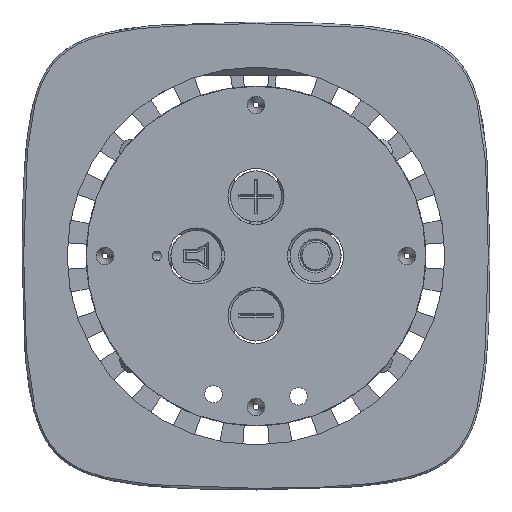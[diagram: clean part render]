
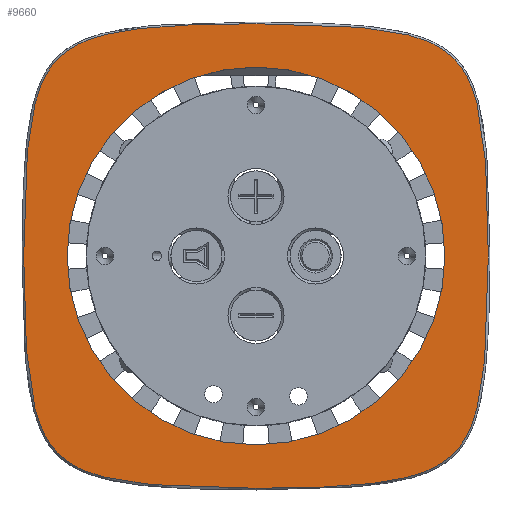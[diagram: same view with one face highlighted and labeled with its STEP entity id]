
A CAD part, top view. The second image highlights one B-rep face of the part: STEP entity #9660.
In plain terms, the highlighted planar face has unit normal (0, 0, 1).
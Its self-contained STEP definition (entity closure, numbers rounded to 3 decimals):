
#70=B_SPLINE_CURVE_WITH_KNOTS('',3,(#16019,#16020,#16021,#16022,#16023,
#16024,#16025,#16026,#16027,#16028,#16029),.UNSPECIFIED.,.F.,.F.,(4,1,1,
1,1,1,1,1,4),(0.,2.562,5.124,7.686,
10.248,11.529,12.81,15.372,17.934),
 .UNSPECIFIED.);
#72=B_SPLINE_CURVE_WITH_KNOTS('',3,(#16098,#16099,#16100,#16101,#16102,
#16103,#16104,#16105,#16106,#16107,#16108,#16109,#16110),.UNSPECIFIED.,
 .F.,.F.,(4,1,1,1,1,1,1,1,1,1,4),(0.,2.562,
5.124,6.725,7.686,10.248,11.529,
12.81,13.771,15.372,17.934),
 .UNSPECIFIED.);
#74=B_SPLINE_CURVE_WITH_KNOTS('',3,(#16169,#16170,#16171,#16172,#16173,
#16174,#16175,#16176,#16177,#16178,#16179),.UNSPECIFIED.,.F.,.F.,(4,1,1,
1,1,1,1,1,4),(0.,2.562,5.124,7.686,
10.248,11.529,12.81,15.372,17.934),
 .UNSPECIFIED.);
#76=B_SPLINE_CURVE_WITH_KNOTS('',3,(#16245,#16246,#16247,#16248,#16249,
#16250,#16251,#16252,#16253,#16254,#16255,#16256,#16257),.UNSPECIFIED.,
 .F.,.F.,(4,1,1,1,1,1,1,1,1,1,4),(0.,2.562,
5.124,6.725,7.686,10.248,11.529,
12.81,14.411,15.372,17.934),
 .UNSPECIFIED.);
#338=FACE_BOUND('',#1273,.T.);
#722=FACE_OUTER_BOUND('',#1272,.T.);
#1272=EDGE_LOOP('',(#7798,#7799,#7800,#7801));
#1273=EDGE_LOOP('',(#7802));
#1805=CIRCLE('',#10473,44.4);
#4378=VERTEX_POINT('',#16002);
#4381=VERTEX_POINT('',#16017);
#4382=VERTEX_POINT('',#16082);
#4384=VERTEX_POINT('',#16155);
#4389=VERTEX_POINT('',#16337);
#5618=EDGE_CURVE('',#4381,#4378,#70,.T.);
#5621=EDGE_CURVE('',#4378,#4382,#72,.T.);
#5624=EDGE_CURVE('',#4382,#4384,#74,.T.);
#5626=EDGE_CURVE('',#4384,#4381,#76,.T.);
#5632=EDGE_CURVE('',#4389,#4389,#1805,.T.);
#7798=ORIENTED_EDGE('',*,*,#5618,.F.);
#7799=ORIENTED_EDGE('',*,*,#5626,.F.);
#7800=ORIENTED_EDGE('',*,*,#5624,.F.);
#7801=ORIENTED_EDGE('',*,*,#5621,.F.);
#7802=ORIENTED_EDGE('',*,*,#5632,.T.);
#9236=PLANE('',#10472);
#9660=ADVANCED_FACE('',(#722,#338),#9236,.T.);
#10472=AXIS2_PLACEMENT_3D('',#16336,#12596,#12597);
#10473=AXIS2_PLACEMENT_3D('',#16338,#12598,#12599);
#12596=DIRECTION('center_axis',(0.,0.,1.));
#12597=DIRECTION('ref_axis',(1.,0.,0.));
#12598=DIRECTION('center_axis',(0.,0.,-1.));
#12599=DIRECTION('ref_axis',(-1.,0.,0.));
#16002=CARTESIAN_POINT('',(54.6,0.,157.895));
#16017=CARTESIAN_POINT('',(0.,54.6,157.895));
#16019=CARTESIAN_POINT('Ctrl Pts',(0.,54.6,157.895));
#16020=CARTESIAN_POINT('Ctrl Pts',(8.534,54.6,157.895));
#16021=CARTESIAN_POINT('Ctrl Pts',(22.373,54.23,157.895));
#16022=CARTESIAN_POINT('Ctrl Pts',(35.576,52.452,157.895));
#16023=CARTESIAN_POINT('Ctrl Pts',(43.867,49.23,157.895));
#16024=CARTESIAN_POINT('Ctrl Pts',(48.255,44.926,157.895));
#16025=CARTESIAN_POINT('Ctrl Pts',(50.772,39.898,157.895));
#16026=CARTESIAN_POINT('Ctrl Pts',(52.707,33.605,157.895));
#16027=CARTESIAN_POINT('Ctrl Pts',(54.232,22.487,157.895));
#16028=CARTESIAN_POINT('Ctrl Pts',(54.6,8.575,157.895));
#16029=CARTESIAN_POINT('Ctrl Pts',(54.6,0.,157.895));
#16082=CARTESIAN_POINT('',(0.,-54.6,157.895));
#16098=CARTESIAN_POINT('Ctrl Pts',(54.6,0.,157.895));
#16099=CARTESIAN_POINT('Ctrl Pts',(54.6,-8.534,157.895));
#16100=CARTESIAN_POINT('Ctrl Pts',(54.232,-22.369,157.895));
#16101=CARTESIAN_POINT('Ctrl Pts',(52.671,-33.933,157.895));
#16102=CARTESIAN_POINT('Ctrl Pts',(50.709,-40.063,157.895));
#16103=CARTESIAN_POINT('Ctrl Pts',(48.152,-44.979,157.895));
#16104=CARTESIAN_POINT('Ctrl Pts',(44.928,-48.244,157.895));
#16105=CARTESIAN_POINT('Ctrl Pts',(39.897,-50.775,157.895));
#16106=CARTESIAN_POINT('Ctrl Pts',(35.568,-52.101,157.895));
#16107=CARTESIAN_POINT('Ctrl Pts',(29.721,-53.241,157.895));
#16108=CARTESIAN_POINT('Ctrl Pts',(19.87,-54.301,157.895));
#16109=CARTESIAN_POINT('Ctrl Pts',(8.575,-54.6,157.895));
#16110=CARTESIAN_POINT('Ctrl Pts',(0.,-54.6,157.895));
#16155=CARTESIAN_POINT('',(-54.6,0.,157.895));
#16169=CARTESIAN_POINT('Ctrl Pts',(0.,-54.6,157.895));
#16170=CARTESIAN_POINT('Ctrl Pts',(-8.534,-54.6,157.895));
#16171=CARTESIAN_POINT('Ctrl Pts',(-22.373,-54.23,
157.895));
#16172=CARTESIAN_POINT('Ctrl Pts',(-35.576,-52.452,
157.895));
#16173=CARTESIAN_POINT('Ctrl Pts',(-43.867,-49.23,
157.895));
#16174=CARTESIAN_POINT('Ctrl Pts',(-48.255,-44.926,
157.895));
#16175=CARTESIAN_POINT('Ctrl Pts',(-50.772,-39.898,
157.895));
#16176=CARTESIAN_POINT('Ctrl Pts',(-52.707,-33.605,
157.895));
#16177=CARTESIAN_POINT('Ctrl Pts',(-54.232,-22.487,
157.895));
#16178=CARTESIAN_POINT('Ctrl Pts',(-54.6,-8.575,157.895));
#16179=CARTESIAN_POINT('Ctrl Pts',(-54.6,0.,157.895));
#16245=CARTESIAN_POINT('Ctrl Pts',(-54.6,0.,157.895));
#16246=CARTESIAN_POINT('Ctrl Pts',(-54.6,8.534,157.895));
#16247=CARTESIAN_POINT('Ctrl Pts',(-54.232,22.369,157.895));
#16248=CARTESIAN_POINT('Ctrl Pts',(-52.671,33.933,157.895));
#16249=CARTESIAN_POINT('Ctrl Pts',(-50.709,40.063,157.895));
#16250=CARTESIAN_POINT('Ctrl Pts',(-48.152,44.979,157.895));
#16251=CARTESIAN_POINT('Ctrl Pts',(-44.928,48.244,157.895));
#16252=CARTESIAN_POINT('Ctrl Pts',(-39.897,50.775,157.895));
#16253=CARTESIAN_POINT('Ctrl Pts',(-34.781,52.343,157.895));
#16254=CARTESIAN_POINT('Ctrl Pts',(-28.608,53.393,157.895));
#16255=CARTESIAN_POINT('Ctrl Pts',(-18.132,54.347,157.895));
#16256=CARTESIAN_POINT('Ctrl Pts',(-8.575,54.6,157.895));
#16257=CARTESIAN_POINT('Ctrl Pts',(0.,54.6,157.895));
#16336=CARTESIAN_POINT('Origin',(0.,0.,157.895));
#16337=CARTESIAN_POINT('',(-44.4,0.,157.895));
#16338=CARTESIAN_POINT('Origin',(0.,0.,157.895));
